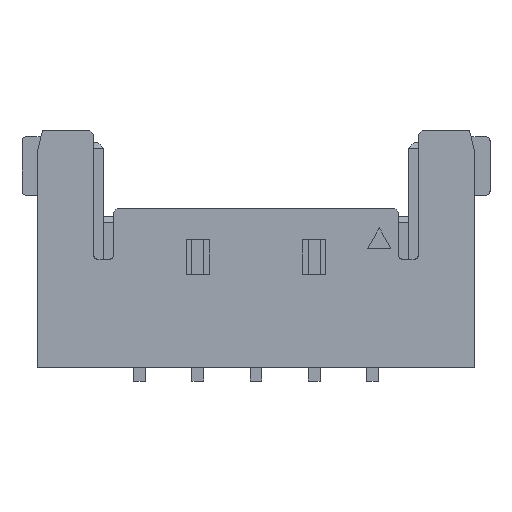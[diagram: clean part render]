
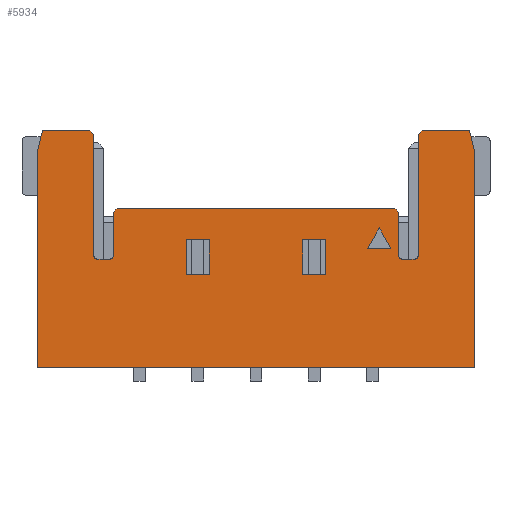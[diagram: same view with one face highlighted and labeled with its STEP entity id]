
A CAD part, top view. The second image highlights one B-rep face of the part: STEP entity #5934.
In plain terms, the highlighted planar face has unit normal (0, 0, 1).
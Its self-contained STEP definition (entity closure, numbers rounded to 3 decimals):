
#151=CIRCLE('',#6325,0.08);
#152=CIRCLE('',#6326,0.08);
#153=CIRCLE('',#6327,0.08);
#154=CIRCLE('',#6328,0.08);
#296=FACE_BOUND('',#781,.T.);
#297=FACE_BOUND('',#782,.T.);
#298=FACE_BOUND('',#783,.T.);
#471=FACE_OUTER_BOUND('',#780,.T.);
#780=EDGE_LOOP('',(#4926,#4927,#4928,#4929,#4930,#4931,#4932,#4933,#4934,
#4935,#4936,#4937,#4938,#4939,#4940,#4941,#4942,#4943,#4944,#4945,#4946,
#4947));
#781=EDGE_LOOP('',(#4948,#4949,#4950,#4951));
#782=EDGE_LOOP('',(#4952,#4953,#4954,#4955));
#783=EDGE_LOOP('',(#4956,#4957,#4958));
#1130=LINE('',#8532,#1878);
#1146=LINE('',#8564,#1894);
#1192=LINE('',#8655,#1940);
#1207=LINE('',#8685,#1955);
#1432=LINE('',#9221,#2180);
#1456=LINE('',#9268,#2204);
#1461=LINE('',#9277,#2209);
#1462=LINE('',#9281,#2210);
#1463=LINE('',#9282,#2211);
#1464=LINE('',#9283,#2212);
#1465=LINE('',#9284,#2213);
#1466=LINE('',#9288,#2214);
#1467=LINE('',#9292,#2215);
#1468=LINE('',#9294,#2216);
#1469=LINE('',#9296,#2217);
#1470=LINE('',#9298,#2218);
#1471=LINE('',#9300,#2219);
#1472=LINE('',#9304,#2220);
#1473=LINE('',#9308,#2221);
#1474=LINE('',#9310,#2222);
#1475=LINE('',#9312,#2223);
#1476=LINE('',#9313,#2224);
#1477=LINE('',#9316,#2225);
#1478=LINE('',#9318,#2226);
#1479=LINE('',#9320,#2227);
#1480=LINE('',#9321,#2228);
#1481=LINE('',#9324,#2229);
#1482=LINE('',#9326,#2230);
#1483=LINE('',#9327,#2231);
#1878=VECTOR('',#6847,1.22);
#1894=VECTOR('',#6869,3.12);
#1940=VECTOR('',#6949,5.6);
#1955=VECTOR('',#6970,1.22);
#2180=VECTOR('',#7453,11.25);
#2204=VECTOR('',#7511,5.6);
#2209=VECTOR('',#7522,0.517);
#2210=VECTOR('',#7525,3.12);
#2211=VECTOR('',#7526,0.141);
#2212=VECTOR('',#7527,0.517);
#2213=VECTOR('',#7528,0.141);
#2214=VECTOR('',#7531,0.34);
#2215=VECTOR('',#7534,1.12);
#2216=VECTOR('',#7535,0.141);
#2217=VECTOR('',#7536,7.15);
#2218=VECTOR('',#7537,0.141);
#2219=VECTOR('',#7538,1.12);
#2220=VECTOR('',#7541,0.34);
#2221=VECTOR('',#7544,0.9);
#2222=VECTOR('',#7545,0.6);
#2223=VECTOR('',#7546,0.9);
#2224=VECTOR('',#7547,0.6);
#2225=VECTOR('',#7548,0.6);
#2226=VECTOR('',#7549,0.9);
#2227=VECTOR('',#7550,0.6);
#2228=VECTOR('',#7551,0.9);
#2229=VECTOR('',#7552,0.6);
#2230=VECTOR('',#7553,0.6);
#2231=VECTOR('',#7554,0.6);
#2603=VERTEX_POINT('',#8529);
#2604=VERTEX_POINT('',#8531);
#2616=VERTEX_POINT('',#8561);
#2617=VERTEX_POINT('',#8563);
#2644=VERTEX_POINT('',#8652);
#2645=VERTEX_POINT('',#8654);
#2656=VERTEX_POINT('',#8682);
#2657=VERTEX_POINT('',#8684);
#2839=VERTEX_POINT('',#9220);
#2845=VERTEX_POINT('',#9267);
#2847=VERTEX_POINT('',#9279);
#2848=VERTEX_POINT('',#9280);
#2849=VERTEX_POINT('',#9285);
#2850=VERTEX_POINT('',#9287);
#2851=VERTEX_POINT('',#9289);
#2852=VERTEX_POINT('',#9291);
#2853=VERTEX_POINT('',#9293);
#2854=VERTEX_POINT('',#9295);
#2855=VERTEX_POINT('',#9297);
#2856=VERTEX_POINT('',#9299);
#2857=VERTEX_POINT('',#9301);
#2858=VERTEX_POINT('',#9303);
#2859=VERTEX_POINT('',#9306);
#2860=VERTEX_POINT('',#9307);
#2861=VERTEX_POINT('',#9309);
#2862=VERTEX_POINT('',#9311);
#2863=VERTEX_POINT('',#9314);
#2864=VERTEX_POINT('',#9315);
#2865=VERTEX_POINT('',#9317);
#2866=VERTEX_POINT('',#9319);
#2867=VERTEX_POINT('',#9322);
#2868=VERTEX_POINT('',#9323);
#2869=VERTEX_POINT('',#9325);
#3202=EDGE_CURVE('',#2604,#2603,#1130,.T.);
#3218=EDGE_CURVE('',#2616,#2617,#1146,.T.);
#3264=EDGE_CURVE('',#2645,#2644,#1192,.T.);
#3279=EDGE_CURVE('',#2657,#2656,#1207,.T.);
#3552=EDGE_CURVE('',#2839,#2645,#1432,.T.);
#3576=EDGE_CURVE('',#2845,#2839,#1456,.T.);
#3581=EDGE_CURVE('',#2603,#2845,#1461,.T.);
#3582=EDGE_CURVE('',#2847,#2848,#1462,.T.);
#3583=EDGE_CURVE('',#2604,#2847,#1463,.T.);
#3584=EDGE_CURVE('',#2644,#2657,#1464,.T.);
#3585=EDGE_CURVE('',#2617,#2656,#1465,.T.);
#3586=EDGE_CURVE('',#2849,#2616,#151,.T.);
#3587=EDGE_CURVE('',#2850,#2849,#1466,.T.);
#3588=EDGE_CURVE('',#2851,#2850,#152,.T.);
#3589=EDGE_CURVE('',#2852,#2851,#1467,.T.);
#3590=EDGE_CURVE('',#2853,#2852,#1468,.T.);
#3591=EDGE_CURVE('',#2853,#2854,#1469,.T.);
#3592=EDGE_CURVE('',#2855,#2854,#1470,.T.);
#3593=EDGE_CURVE('',#2856,#2855,#1471,.T.);
#3594=EDGE_CURVE('',#2857,#2856,#153,.T.);
#3595=EDGE_CURVE('',#2858,#2857,#1472,.T.);
#3596=EDGE_CURVE('',#2848,#2858,#154,.T.);
#3597=EDGE_CURVE('',#2859,#2860,#1473,.T.);
#3598=EDGE_CURVE('',#2861,#2859,#1474,.T.);
#3599=EDGE_CURVE('',#2862,#2861,#1475,.T.);
#3600=EDGE_CURVE('',#2860,#2862,#1476,.T.);
#3601=EDGE_CURVE('',#2863,#2864,#1477,.T.);
#3602=EDGE_CURVE('',#2865,#2863,#1478,.T.);
#3603=EDGE_CURVE('',#2866,#2865,#1479,.T.);
#3604=EDGE_CURVE('',#2864,#2866,#1480,.T.);
#3605=EDGE_CURVE('',#2867,#2868,#1481,.T.);
#3606=EDGE_CURVE('',#2869,#2867,#1482,.T.);
#3607=EDGE_CURVE('',#2868,#2869,#1483,.T.);
#4926=ORIENTED_EDGE('',*,*,#3582,.F.);
#4927=ORIENTED_EDGE('',*,*,#3583,.F.);
#4928=ORIENTED_EDGE('',*,*,#3202,.T.);
#4929=ORIENTED_EDGE('',*,*,#3581,.T.);
#4930=ORIENTED_EDGE('',*,*,#3576,.T.);
#4931=ORIENTED_EDGE('',*,*,#3552,.T.);
#4932=ORIENTED_EDGE('',*,*,#3264,.T.);
#4933=ORIENTED_EDGE('',*,*,#3584,.T.);
#4934=ORIENTED_EDGE('',*,*,#3279,.T.);
#4935=ORIENTED_EDGE('',*,*,#3585,.F.);
#4936=ORIENTED_EDGE('',*,*,#3218,.F.);
#4937=ORIENTED_EDGE('',*,*,#3586,.F.);
#4938=ORIENTED_EDGE('',*,*,#3587,.F.);
#4939=ORIENTED_EDGE('',*,*,#3588,.F.);
#4940=ORIENTED_EDGE('',*,*,#3589,.F.);
#4941=ORIENTED_EDGE('',*,*,#3590,.F.);
#4942=ORIENTED_EDGE('',*,*,#3591,.T.);
#4943=ORIENTED_EDGE('',*,*,#3592,.F.);
#4944=ORIENTED_EDGE('',*,*,#3593,.F.);
#4945=ORIENTED_EDGE('',*,*,#3594,.F.);
#4946=ORIENTED_EDGE('',*,*,#3595,.F.);
#4947=ORIENTED_EDGE('',*,*,#3596,.F.);
#4948=ORIENTED_EDGE('',*,*,#3597,.F.);
#4949=ORIENTED_EDGE('',*,*,#3598,.F.);
#4950=ORIENTED_EDGE('',*,*,#3599,.F.);
#4951=ORIENTED_EDGE('',*,*,#3600,.F.);
#4952=ORIENTED_EDGE('',*,*,#3601,.F.);
#4953=ORIENTED_EDGE('',*,*,#3602,.F.);
#4954=ORIENTED_EDGE('',*,*,#3603,.F.);
#4955=ORIENTED_EDGE('',*,*,#3604,.F.);
#4956=ORIENTED_EDGE('',*,*,#3605,.F.);
#4957=ORIENTED_EDGE('',*,*,#3606,.F.);
#4958=ORIENTED_EDGE('',*,*,#3607,.F.);
#5666=PLANE('',#6324);
#5934=ADVANCED_FACE('',(#471,#296,#297,#298),#5666,.T.);
#6324=AXIS2_PLACEMENT_3D('',#9278,#7523,#7524);
#6325=AXIS2_PLACEMENT_3D('',#9286,#7529,#7530);
#6326=AXIS2_PLACEMENT_3D('',#9290,#7532,#7533);
#6327=AXIS2_PLACEMENT_3D('',#9302,#7539,#7540);
#6328=AXIS2_PLACEMENT_3D('',#9305,#7542,#7543);
#6847=DIRECTION('',(-1.,0.,0.));
#6869=DIRECTION('',(0.,1.,0.));
#6949=DIRECTION('',(0.,1.,0.));
#6970=DIRECTION('',(-1.,0.,0.));
#7453=DIRECTION('',(1.,0.,0.));
#7511=DIRECTION('',(0.,-1.,0.));
#7522=DIRECTION('',(-0.252,-0.968,0.));
#7523=DIRECTION('center_axis',(0.,0.,1.));
#7524=DIRECTION('ref_axis',(0.,-1.,0.));
#7525=DIRECTION('',(0.,-1.,0.));
#7526=DIRECTION('',(0.707,-0.707,0.));
#7527=DIRECTION('',(-0.252,0.968,0.));
#7528=DIRECTION('',(0.707,0.707,0.));
#7529=DIRECTION('center_axis',(0.,0.,1.));
#7530=DIRECTION('ref_axis',(0.,-1.,0.));
#7531=DIRECTION('',(1.,0.,0.));
#7532=DIRECTION('center_axis',(0.,0.,1.));
#7533=DIRECTION('ref_axis',(-1.,0.,0.));
#7534=DIRECTION('',(0.,-1.,0.));
#7535=DIRECTION('',(0.707,-0.707,0.));
#7536=DIRECTION('',(-1.,0.,0.));
#7537=DIRECTION('',(0.707,0.707,0.));
#7538=DIRECTION('',(0.,1.,0.));
#7539=DIRECTION('center_axis',(0.,0.,1.));
#7540=DIRECTION('ref_axis',(0.,-1.,0.));
#7541=DIRECTION('',(1.,0.,0.));
#7542=DIRECTION('center_axis',(0.,0.,1.));
#7543=DIRECTION('ref_axis',(-1.,0.,0.));
#7544=DIRECTION('',(0.,-1.,0.));
#7545=DIRECTION('',(-1.,0.,0.));
#7546=DIRECTION('',(0.,1.,0.));
#7547=DIRECTION('',(1.,0.,0.));
#7548=DIRECTION('',(-1.,0.,0.));
#7549=DIRECTION('',(0.,1.,0.));
#7550=DIRECTION('',(1.,0.,0.));
#7551=DIRECTION('',(0.,-1.,0.));
#7552=DIRECTION('',(-0.5,-0.866,0.));
#7553=DIRECTION('',(-0.5,0.866,0.));
#7554=DIRECTION('',(1.,0.,0.));
#8529=CARTESIAN_POINT('',(-5.495,1.2,0.98));
#8531=CARTESIAN_POINT('',(-4.275,1.2,0.98));
#8532=CARTESIAN_POINT('',(-4.275,1.2,0.98));
#8561=CARTESIAN_POINT('',(4.175,-2.02,0.98));
#8563=CARTESIAN_POINT('',(4.175,1.1,0.98));
#8564=CARTESIAN_POINT('',(4.175,-2.02,0.98));
#8652=CARTESIAN_POINT('',(5.625,0.7,0.98));
#8654=CARTESIAN_POINT('',(5.625,-4.9,0.98));
#8655=CARTESIAN_POINT('',(5.625,-4.9,0.98));
#8682=CARTESIAN_POINT('',(4.275,1.2,0.98));
#8684=CARTESIAN_POINT('',(5.495,1.2,0.98));
#8685=CARTESIAN_POINT('',(5.495,1.2,0.98));
#9220=CARTESIAN_POINT('',(-5.625,-4.9,0.98));
#9221=CARTESIAN_POINT('',(-5.625,-4.9,0.98));
#9267=CARTESIAN_POINT('',(-5.625,0.7,0.98));
#9268=CARTESIAN_POINT('',(-5.625,0.7,0.98));
#9277=CARTESIAN_POINT('',(-5.495,1.2,0.98));
#9278=CARTESIAN_POINT('Origin',(0.,0.,0.98));
#9279=CARTESIAN_POINT('',(-4.175,1.1,0.98));
#9280=CARTESIAN_POINT('',(-4.175,-2.02,0.98));
#9281=CARTESIAN_POINT('',(-4.175,1.1,0.98));
#9282=CARTESIAN_POINT('',(-4.275,1.2,0.98));
#9283=CARTESIAN_POINT('',(5.625,0.7,0.98));
#9284=CARTESIAN_POINT('',(4.175,1.1,0.98));
#9285=CARTESIAN_POINT('',(4.095,-2.1,0.98));
#9286=CARTESIAN_POINT('Origin',(4.095,-2.02,0.98));
#9287=CARTESIAN_POINT('',(3.755,-2.1,0.98));
#9288=CARTESIAN_POINT('',(3.755,-2.1,0.98));
#9289=CARTESIAN_POINT('',(3.675,-2.02,0.98));
#9290=CARTESIAN_POINT('Origin',(3.755,-2.02,0.98));
#9291=CARTESIAN_POINT('',(3.675,-0.9,0.98));
#9292=CARTESIAN_POINT('',(3.675,-0.9,0.98));
#9293=CARTESIAN_POINT('',(3.575,-0.8,0.98));
#9294=CARTESIAN_POINT('',(3.575,-0.8,0.98));
#9295=CARTESIAN_POINT('',(-3.575,-0.8,0.98));
#9296=CARTESIAN_POINT('',(3.575,-0.8,0.98));
#9297=CARTESIAN_POINT('',(-3.675,-0.9,0.98));
#9298=CARTESIAN_POINT('',(-3.675,-0.9,0.98));
#9299=CARTESIAN_POINT('',(-3.675,-2.02,0.98));
#9300=CARTESIAN_POINT('',(-3.675,-2.02,0.98));
#9301=CARTESIAN_POINT('',(-3.755,-2.1,0.98));
#9302=CARTESIAN_POINT('Origin',(-3.755,-2.02,0.98));
#9303=CARTESIAN_POINT('',(-4.095,-2.1,0.98));
#9304=CARTESIAN_POINT('',(-4.095,-2.1,0.98));
#9305=CARTESIAN_POINT('Origin',(-4.095,-2.02,0.98));
#9306=CARTESIAN_POINT('',(-1.8,-1.6,0.98));
#9307=CARTESIAN_POINT('',(-1.8,-2.5,0.98));
#9308=CARTESIAN_POINT('',(-1.8,-1.6,0.98));
#9309=CARTESIAN_POINT('',(-1.2,-1.6,0.98));
#9310=CARTESIAN_POINT('',(-1.2,-1.6,0.98));
#9311=CARTESIAN_POINT('',(-1.2,-2.5,0.98));
#9312=CARTESIAN_POINT('',(-1.2,-2.5,0.98));
#9313=CARTESIAN_POINT('',(-1.8,-2.5,0.98));
#9314=CARTESIAN_POINT('',(1.8,-1.6,0.98));
#9315=CARTESIAN_POINT('',(1.2,-1.6,0.98));
#9316=CARTESIAN_POINT('',(1.8,-1.6,0.98));
#9317=CARTESIAN_POINT('',(1.8,-2.5,0.98));
#9318=CARTESIAN_POINT('',(1.8,-2.5,0.98));
#9319=CARTESIAN_POINT('',(1.2,-2.5,0.98));
#9320=CARTESIAN_POINT('',(1.2,-2.5,0.98));
#9321=CARTESIAN_POINT('',(1.2,-1.6,0.98));
#9322=CARTESIAN_POINT('',(3.175,-1.3,0.98));
#9323=CARTESIAN_POINT('',(2.875,-1.82,0.98));
#9324=CARTESIAN_POINT('',(3.175,-1.3,0.98));
#9325=CARTESIAN_POINT('',(3.475,-1.82,0.98));
#9326=CARTESIAN_POINT('',(3.475,-1.82,0.98));
#9327=CARTESIAN_POINT('',(2.875,-1.82,0.98));
